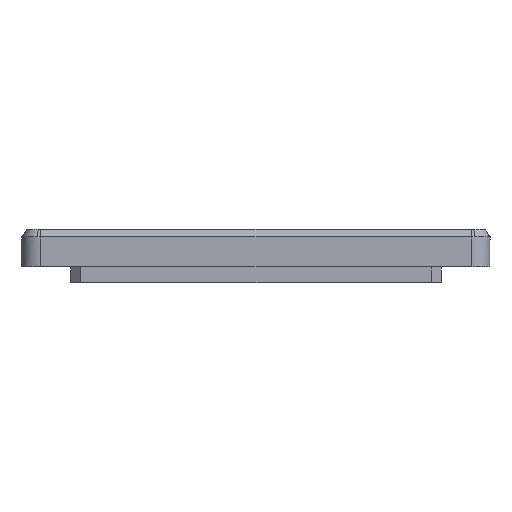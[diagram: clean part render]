
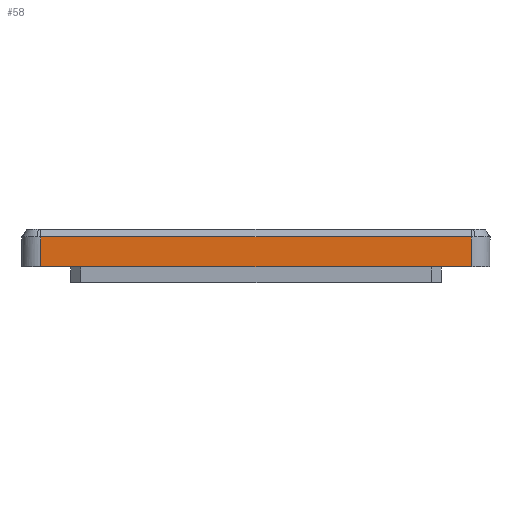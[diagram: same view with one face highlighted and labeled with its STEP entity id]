
A CAD part, front view. The second image highlights one B-rep face of the part: STEP entity #58.
In plain terms, the highlighted free-form (B-spline) face has degree [2, 1] with [3, 2] control points.
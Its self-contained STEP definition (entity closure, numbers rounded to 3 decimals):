
#58=ADVANCED_FACE('',(#230),#2868,.T.);
#230=FACE_OUTER_BOUND('',#410,.T.);
#410=EDGE_LOOP('',(#780,#781,#782,#783));
#780=ORIENTED_EDGE('',*,*,#1561,.T.);
#781=ORIENTED_EDGE('',*,*,#1499,.F.);
#782=ORIENTED_EDGE('',*,*,#1570,.F.);
#783=ORIENTED_EDGE('',*,*,#1569,.F.);
#1499=EDGE_CURVE('',#2429,#2430,#2097,.T.);
#1561=EDGE_CURVE('',#2485,#2430,#1995,.T.);
#1569=EDGE_CURVE('',#2485,#2490,#2133,.T.);
#1570=EDGE_CURVE('',#2490,#2429,#1998,.T.);
#1995=(
BOUNDED_CURVE()
B_SPLINE_CURVE(1,(#4439,#4440),.UNSPECIFIED.,.F.,.F.)
B_SPLINE_CURVE_WITH_KNOTS((2,2),(8.301,16.309),
 .UNSPECIFIED.)
CURVE()
GEOMETRIC_REPRESENTATION_ITEM()
RATIONAL_B_SPLINE_CURVE((1.,1.))
REPRESENTATION_ITEM('')
);
#1998=(
BOUNDED_CURVE()
B_SPLINE_CURVE(1,(#4467,#4468),.UNSPECIFIED.,.F.,.F.)
B_SPLINE_CURVE_WITH_KNOTS((2,2),(8.301,16.309),
 .UNSPECIFIED.)
CURVE()
GEOMETRIC_REPRESENTATION_ITEM()
RATIONAL_B_SPLINE_CURVE((1.,1.))
REPRESENTATION_ITEM('')
);
#2097=B_SPLINE_CURVE_WITH_KNOTS('',1,(#4268,#4269),.UNSPECIFIED.,.F.,.F.,
(2,2),(35.244,150.27),.UNSPECIFIED.);
#2133=B_SPLINE_CURVE_WITH_KNOTS('',1,(#4465,#4466),.UNSPECIFIED.,.F.,.F.,
(2,2),(22.333,65.482),.UNSPECIFIED.);
#2429=VERTEX_POINT('',#3964);
#2430=VERTEX_POINT('',#3965);
#2485=VERTEX_POINT('',#4020);
#2490=VERTEX_POINT('',#4025);
#2868=(
BOUNDED_SURFACE()
B_SPLINE_SURFACE(2,1,((#3322,#3323),(#3324,#3325),(#3326,#3327)),
 .UNSPECIFIED.,.F.,.F.,.F.)
B_SPLINE_SURFACE_WITH_KNOTS((3,3),(2,2),(-806.311,-673.855),
(8.301,16.309),.UNSPECIFIED.)
GEOMETRIC_REPRESENTATION_ITEM()
RATIONAL_B_SPLINE_SURFACE(((1.,1.),(1.,1.),(1.,1.)))
REPRESENTATION_ITEM('')
SURFACE()
);
#3322=CARTESIAN_POINT('',(57.513,-71.986,13.947));
#3323=CARTESIAN_POINT('',(57.513,-71.986,5.94));
#3324=CARTESIAN_POINT('',(0.,-71.986,13.947));
#3325=CARTESIAN_POINT('',(0.,-71.986,5.94));
#3326=CARTESIAN_POINT('',(-57.513,-71.986,13.947));
#3327=CARTESIAN_POINT('',(-57.513,-71.986,5.94));
#3964=CARTESIAN_POINT('',(57.513,-71.986,5.94));
#3965=CARTESIAN_POINT('',(-57.513,-71.986,5.94));
#4020=CARTESIAN_POINT('',(-57.513,-71.986,13.947));
#4025=CARTESIAN_POINT('',(57.513,-71.986,13.947));
#4268=CARTESIAN_POINT('',(57.513,-71.986,5.94));
#4269=CARTESIAN_POINT('',(-57.513,-71.986,5.94));
#4439=CARTESIAN_POINT('',(-57.513,-71.986,13.947));
#4440=CARTESIAN_POINT('',(-57.513,-71.986,5.94));
#4465=CARTESIAN_POINT('',(-57.513,-71.986,13.947));
#4466=CARTESIAN_POINT('',(57.513,-71.986,13.947));
#4467=CARTESIAN_POINT('',(57.513,-71.986,13.947));
#4468=CARTESIAN_POINT('',(57.513,-71.986,5.94));
